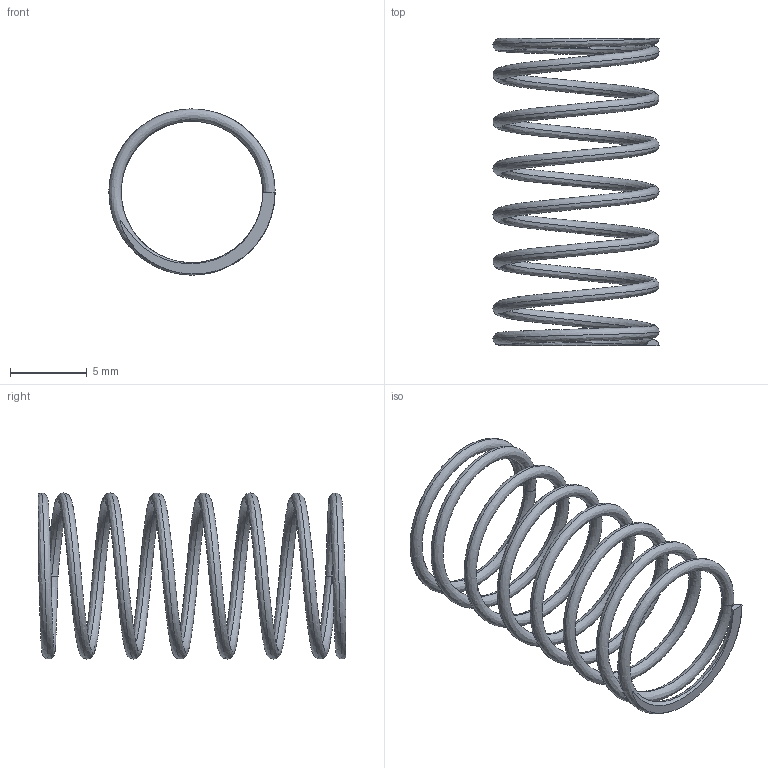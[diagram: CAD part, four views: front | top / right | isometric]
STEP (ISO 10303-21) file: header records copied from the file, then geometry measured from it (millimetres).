
FILE_DESCRIPTION (( 'STEP AP214' ), '1' );
FILE_NAME ('2085-A.STEP', '2016-06-27T08:29:54', ( '' ), ( '' ), 'SwSTEP 2.0', 'SolidWorks 2015', '' );
FILE_SCHEMA (( 'AUTOMOTIVE_DESIGN' ));
Length unit declared in the file: millimetre
Products named in the file (1): 2085-A
Bounding box: 10.8 x 20 x 10.8 mm (x, y, z)
Volume: 125 mm3; surface area: 628.6 mm2
Topology: 1 solids, 1 shells, 10 faces, 18 edges, 10 vertices
Faces by surface type: bspline 6, plane 4
Entity records: 1956 total; most frequent: CARTESIAN_POINT 1771, ORIENTED_EDGE 36, DIRECTION 24, EDGE_CURVE 18, AXIS2_PLACEMENT_3D 11, VERTEX_POINT 10, EDGE_LOOP 10, ADVANCED_FACE 10
